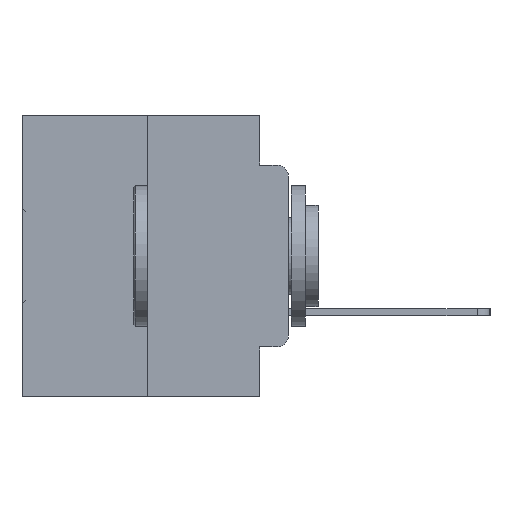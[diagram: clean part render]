
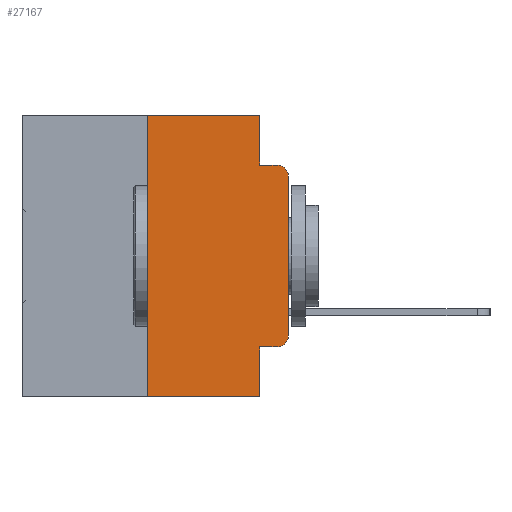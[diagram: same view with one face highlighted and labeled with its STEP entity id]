
A CAD part, left-side view. The second image highlights one B-rep face of the part: STEP entity #27167.
In plain terms, the highlighted planar face has unit normal (-1, 0, 0).
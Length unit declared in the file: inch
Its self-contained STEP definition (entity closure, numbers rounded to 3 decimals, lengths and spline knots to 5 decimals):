
#27 = DIRECTION ( 'NONE',  ( -1., 0., 0. ) ) ;
#234 = VERTEX_POINT ( 'NONE', #17116 ) ;
#286 = VECTOR ( 'NONE', #15862, 39.37008 ) ;
#583 = EDGE_CURVE ( 'NONE', #27580, #234, #32151, .T. ) ;
#922 = CARTESIAN_POINT ( 'NONE',  ( 0., 0.25, -0.5 ) ) ;
#1870 = CARTESIAN_POINT ( 'NONE',  ( 0., 0.051, -0.5 ) ) ;
#1936 = ORIENTED_EDGE ( 'NONE', *, *, #583, .T. ) ;
#2248 = CARTESIAN_POINT ( 'NONE',  ( 0., 0., 0. ) ) ;
#2964 = CIRCLE ( 'NONE', #15018, 0.02 ) ;
#3174 = VECTOR ( 'NONE', #5876, 39.37008 ) ;
#3430 = DIRECTION ( 'NONE',  ( 1., 0., 0. ) ) ;
#4135 = EDGE_CURVE ( 'NONE', #31796, #30102, #14502, .T. ) ;
#5110 = VECTOR ( 'NONE', #25079, 39.37008 ) ;
#5876 = DIRECTION ( 'NONE',  ( 0., -1., 0. ) ) ;
#5918 = FACE_OUTER_BOUND ( 'NONE', #8485, .T. ) ;
#6103 = CARTESIAN_POINT ( 'NONE',  ( 0., 0.02, -0.1085 ) ) ;
#6440 = ORIENTED_EDGE ( 'NONE', *, *, #23797, .T. ) ;
#6755 = ORIENTED_EDGE ( 'NONE', *, *, #11265, .T. ) ;
#7184 = ORIENTED_EDGE ( 'NONE', *, *, #13999, .F. ) ;
#7295 = AXIS2_PLACEMENT_3D ( 'NONE', #6103, #23547, #8645 ) ;
#7422 = CARTESIAN_POINT ( 'NONE',  ( 0., 0.02, -0.4115 ) ) ;
#8436 = VERTEX_POINT ( 'NONE', #22274 ) ;
#8485 = EDGE_LOOP ( 'NONE', ( #1936, #6755, #7184, #18151, #14675, #22800, #20107, #20881, #6440, #20504 ) ) ;
#8521 = CARTESIAN_POINT ( 'NONE',  ( 0., 0.051, -0.4115 ) ) ;
#8567 = VERTEX_POINT ( 'NONE', #12952 ) ;
#8645 = DIRECTION ( 'NONE',  ( 0., 0., -1. ) ) ;
#8754 = EDGE_CURVE ( 'NONE', #31796, #25229, #16389, .T. ) ;
#9204 = EDGE_CURVE ( 'NONE', #25941, #27580, #2964, .T. ) ;
#9944 = LINE ( 'NONE', #25633, #3174 ) ;
#10070 = EDGE_CURVE ( 'NONE', #16061, #25229, #22891, .T. ) ;
#10206 = VECTOR ( 'NONE', #27857, 39.37008 ) ;
#11077 = CARTESIAN_POINT ( 'NONE',  ( 0., 0.473, -0.5 ) ) ;
#11265 = EDGE_CURVE ( 'NONE', #234, #8436, #25662, .T. ) ;
#12952 = CARTESIAN_POINT ( 'NONE',  ( 0., 0.051, -0.0885 ) ) ;
#13142 = VECTOR ( 'NONE', #21220, 39.37008 ) ;
#13781 = LINE ( 'NONE', #30686, #286 ) ;
#13875 = CARTESIAN_POINT ( 'NONE',  ( 0., 0.25, 0. ) ) ;
#13999 = EDGE_CURVE ( 'NONE', #8567, #8436, #9944, .T. ) ;
#14121 = CARTESIAN_POINT ( 'NONE',  ( 0., 0.051, 0. ) ) ;
#14502 = LINE ( 'NONE', #22880, #10206 ) ;
#14675 = ORIENTED_EDGE ( 'NONE', *, *, #24000, .F. ) ;
#14708 = LINE ( 'NONE', #18724, #13142 ) ;
#15018 = AXIS2_PLACEMENT_3D ( 'NONE', #15204, #27, #17687 ) ;
#15204 = CARTESIAN_POINT ( 'NONE',  ( 0., 0.02, -0.3915 ) ) ;
#15862 = DIRECTION ( 'NONE',  ( 0., -1., 0. ) ) ;
#16061 = VERTEX_POINT ( 'NONE', #8521 ) ;
#16389 = LINE ( 'NONE', #11077, #22205 ) ;
#17116 = CARTESIAN_POINT ( 'NONE',  ( 0., 0., -0.1085 ) ) ;
#17687 = DIRECTION ( 'NONE',  ( 0., 0., -1. ) ) ;
#18151 = ORIENTED_EDGE ( 'NONE', *, *, #32405, .F. ) ;
#18474 = CARTESIAN_POINT ( 'NONE',  ( 0., 0.473, 0. ) ) ;
#18577 = DIRECTION ( 'NONE',  ( 0., -1., 0. ) ) ;
#18724 = CARTESIAN_POINT ( 'NONE',  ( 0., 0.051, 0. ) ) ;
#20107 = ORIENTED_EDGE ( 'NONE', *, *, #8754, .T. ) ;
#20504 = ORIENTED_EDGE ( 'NONE', *, *, #9204, .T. ) ;
#20881 = ORIENTED_EDGE ( 'NONE', *, *, #10070, .F. ) ;
#20965 = DIRECTION ( 'NONE',  ( 0., 0., -1. ) ) ;
#21102 = VERTEX_POINT ( 'NONE', #14121 ) ;
#21220 = DIRECTION ( 'NONE',  ( 0., 0., -1. ) ) ;
#22116 = VECTOR ( 'NONE', #23362, 39.37008 ) ;
#22205 = VECTOR ( 'NONE', #18577, 39.37008 ) ;
#22274 = CARTESIAN_POINT ( 'NONE',  ( 0., 0.02, -0.0885 ) ) ;
#22573 = CARTESIAN_POINT ( 'NONE',  ( 0., 0.051, -0.4115 ) ) ;
#22800 = ORIENTED_EDGE ( 'NONE', *, *, #4135, .F. ) ;
#22880 = CARTESIAN_POINT ( 'NONE',  ( 0., 0.25, 0. ) ) ;
#22891 = LINE ( 'NONE', #25746, #22116 ) ;
#23362 = DIRECTION ( 'NONE',  ( 0., 0., -1. ) ) ;
#23466 = DIRECTION ( 'NONE',  ( 0., 0., 1. ) ) ;
#23547 = DIRECTION ( 'NONE',  ( -1., 0., 0. ) ) ;
#23797 = EDGE_CURVE ( 'NONE', #16061, #25941, #25040, .T. ) ;
#24000 = EDGE_CURVE ( 'NONE', #30102, #21102, #13781, .T. ) ;
#25040 = LINE ( 'NONE', #22573, #5110 ) ;
#25079 = DIRECTION ( 'NONE',  ( 0., -1., 0. ) ) ;
#25229 = VERTEX_POINT ( 'NONE', #1870 ) ;
#25592 = VECTOR ( 'NONE', #23466, 39.37008 ) ;
#25633 = CARTESIAN_POINT ( 'NONE',  ( 0., 0.051, -0.0885 ) ) ;
#25662 = CIRCLE ( 'NONE', #7295, 0.02 ) ;
#25746 = CARTESIAN_POINT ( 'NONE',  ( 0., 0.051, 0. ) ) ;
#25941 = VERTEX_POINT ( 'NONE', #7422 ) ;
#26311 = AXIS2_PLACEMENT_3D ( 'NONE', #18474, #3430, #20965 ) ;
#27167 = ADVANCED_FACE ( 'NONE', ( #5918 ), #28226, .F. ) ;
#27580 = VERTEX_POINT ( 'NONE', #32383 ) ;
#27857 = DIRECTION ( 'NONE',  ( 0., 0., 1. ) ) ;
#28226 = PLANE ( 'NONE',  #26311 ) ;
#30102 = VERTEX_POINT ( 'NONE', #13875 ) ;
#30686 = CARTESIAN_POINT ( 'NONE',  ( 0., 0.473, 0. ) ) ;
#31796 = VERTEX_POINT ( 'NONE', #922 ) ;
#32151 = LINE ( 'NONE', #2248, #25592 ) ;
#32383 = CARTESIAN_POINT ( 'NONE',  ( 0., 0., -0.3915 ) ) ;
#32405 = EDGE_CURVE ( 'NONE', #21102, #8567, #14708, .T. ) ;
